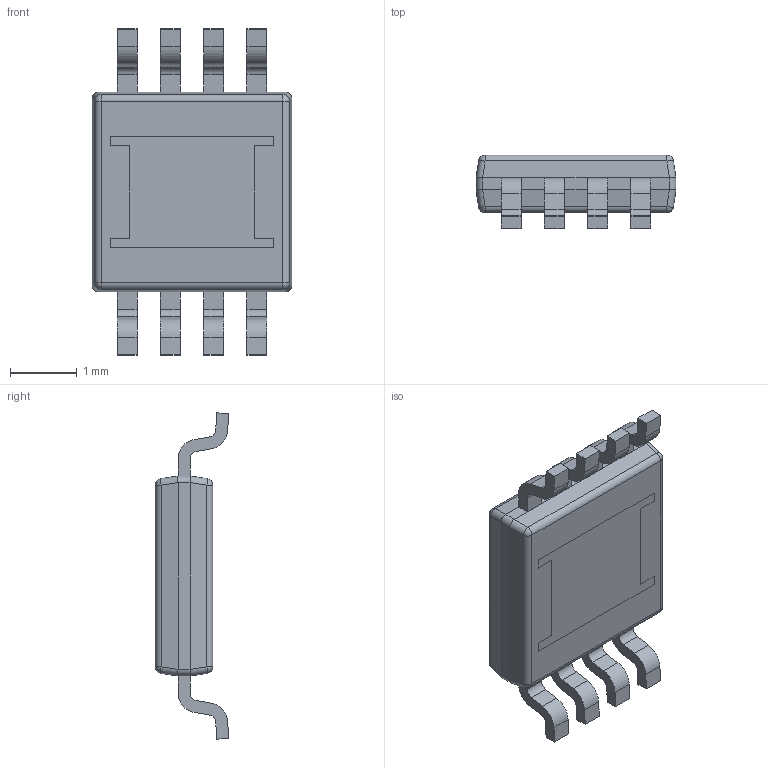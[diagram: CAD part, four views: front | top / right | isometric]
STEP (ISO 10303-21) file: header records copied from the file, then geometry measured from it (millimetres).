
FILE_DESCRIPTION (( 'STEP AP214' ), '1' );
FILE_NAME ('LT3080EMS8E#PBF.STEP', '2019-03-06T14:19:38', ( '' ), ( '' ), 'SwSTEP 2.0', 'SolidWorks 2017', '' );
FILE_SCHEMA (( 'AUTOMOTIVE_DESIGN' ));
Length unit declared in the file: millimetre
Products named in the file (1): LT3080EMS8E#PBF
Bounding box: 3 x 1.1 x 4.9 mm (x, y, z)
Volume: 8.1 mm3; surface area: 45.8 mm2
Topology: 10 solids, 10 shells, 184 faces, 470 edges, 300 vertices
Faces by surface type: plane 122, cylinder 54, sphere 8
Entity records: 6639 total; most frequent: CARTESIAN_POINT 1019, ORIENTED_EDGE 924, DIRECTION 900, EDGE_CURVE 462, LINE 346, VECTOR 346, VERTEX_POINT 300, AXIS2_PLACEMENT_3D 277
